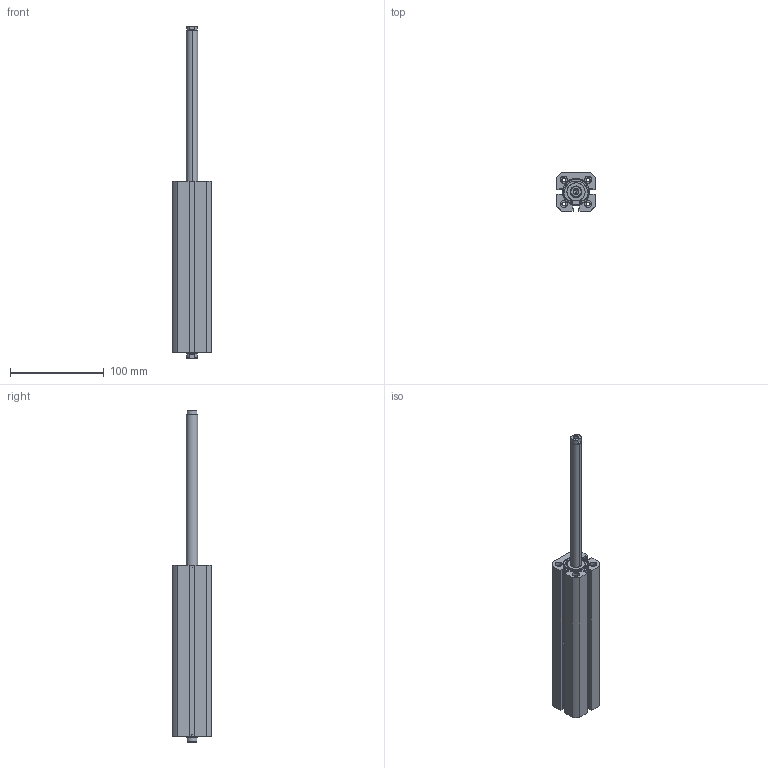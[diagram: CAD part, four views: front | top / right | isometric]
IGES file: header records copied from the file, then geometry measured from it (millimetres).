
Start section: SolidWorks IGES file using analytic representation for surfaces
Global section: file name: KSD-25-160-CYLINDER.IGS; native system: SolidWorks 2010; preprocessor: SolidWorks 2010; author: Yeni; date: 130724.104614; units: millimetre
Bounding box: 41 x 41 x 355 mm (x, y, z)
Surface area: 81723.8 mm2 (no closed solid volume)
Topology: 0 solids, 0 shells, 220 faces, 4028 edges, 4022 vertices
Faces by surface type: revolution 142, bspline 78
